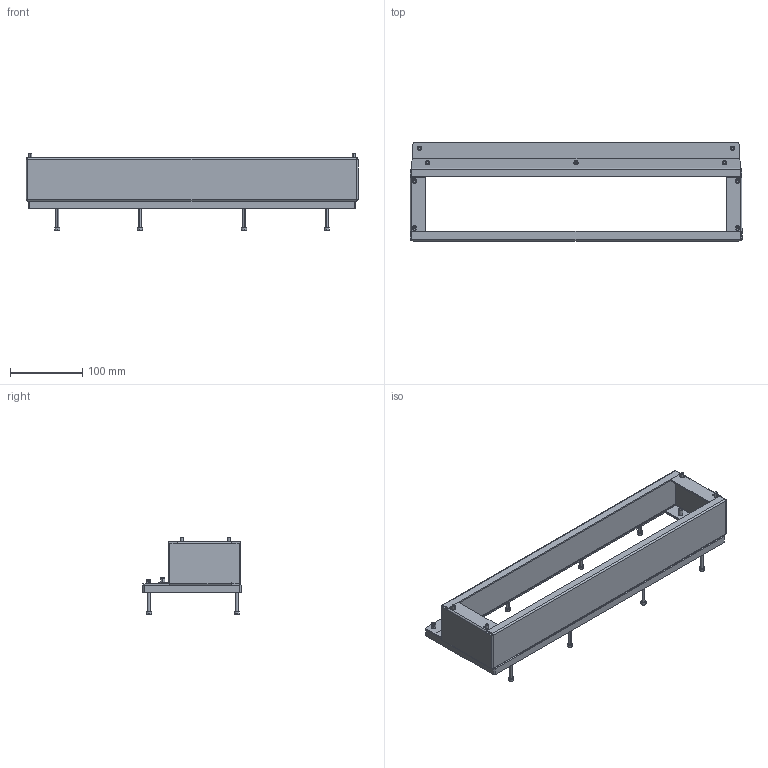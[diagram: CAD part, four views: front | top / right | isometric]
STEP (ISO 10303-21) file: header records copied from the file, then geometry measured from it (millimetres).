
FILE_DESCRIPTION (( 'STEP AP214' ), '1' );
FILE_NAME ('INGUN_115562.STEP', '2024-10-10T10:55:27', ( '' ), ( '' ), 'SwSTEP 2.0', 'SolidWorks 2021', '' );
FILE_SCHEMA (( 'AUTOMOTIVE_DESIGN' ));
Length unit declared in the file: millimetre
Products named in the file (8): DIN7991~n_M04,0x016; DIN912~n_M04,0x008; DIN912~n_M04,0x035; INGUN_115562; DIN7991~n_M04,0x010 VA; 114023~1; 115756~0_S; 115670~2_S
Assembly tree (22 placements, depth 2):
  INGUN_115562
    114023~1
    115670~2_S
    115756~0_S
    DIN912~n_M04,0x008  x4
    DIN7991~n_M04,0x016  x4
    DIN7991~n_M04,0x010 VA  x3
    DIN912~n_M04,0x035  x8
Bounding box: 458 x 135.5 x 107 mm (x, y, z)
Volume: 352250.6 mm3; surface area: 281481.1 mm2
Topology: 22 solids, 22 shells, 799 faces, 1972 edges, 1255 vertices
Faces by surface type: cylinder 493, plane 216, cone 90
Entity records: 11940 total; most frequent: DIRECTION 2098, CARTESIAN_POINT 1918, ORIENTED_EDGE 1834, EDGE_CURVE 917, AXIS2_PLACEMENT_3D 791, VERTEX_POINT 575, VECTOR 516, LINE 516
